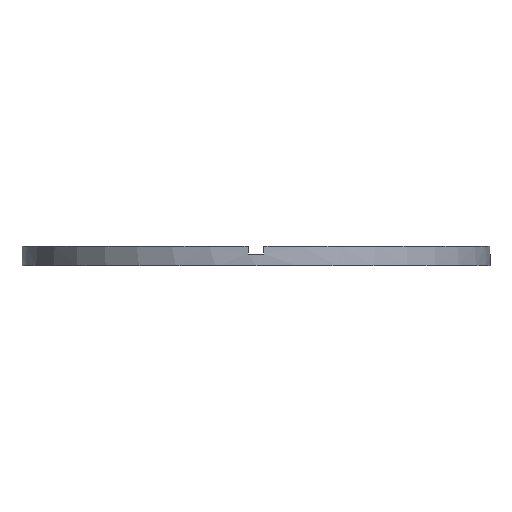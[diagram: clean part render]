
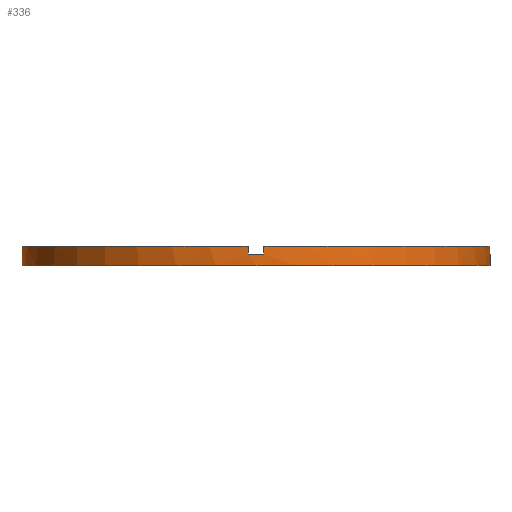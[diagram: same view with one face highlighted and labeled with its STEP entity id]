
A CAD part, front view. The second image highlights one B-rep face of the part: STEP entity #336.
In plain terms, the highlighted cylindrical face has radius 29.5 mm (diameter 59 mm), a partial arc.
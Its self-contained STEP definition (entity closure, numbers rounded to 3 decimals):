
#5 = VECTOR ( 'NONE', #70, 1000. ) ;
#16 = CARTESIAN_POINT ( 'NONE',  ( 29.483, -1., 1.5 ) ) ;
#19 = CIRCLE ( 'NONE', #134, 29.5 ) ;
#23 = AXIS2_PLACEMENT_3D ( 'NONE', #340, #393, #52 ) ;
#30 = DIRECTION ( 'NONE',  ( 0., 0., -1. ) ) ;
#38 = DIRECTION ( 'NONE',  ( 0., 0., 1. ) ) ;
#52 = DIRECTION ( 'NONE',  ( 1., 0., 0. ) ) ;
#54 = EDGE_CURVE ( 'NONE', #674, #241, #19, .T. ) ;
#70 = DIRECTION ( 'NONE',  ( 0., 0., -1. ) ) ;
#74 = AXIS2_PLACEMENT_3D ( 'NONE', #267, #342, #323 ) ;
#84 = CIRCLE ( 'NONE', #298, 29.5 ) ;
#130 = VERTEX_POINT ( 'NONE', #461 ) ;
#132 = ORIENTED_EDGE ( 'NONE', *, *, #533, .F. ) ;
#134 = AXIS2_PLACEMENT_3D ( 'NONE', #471, #38, #595 ) ;
#137 = ORIENTED_EDGE ( 'NONE', *, *, #766, .F. ) ;
#142 = EDGE_CURVE ( 'NONE', #162, #130, #295, .T. ) ;
#162 = VERTEX_POINT ( 'NONE', #195 ) ;
#181 = DIRECTION ( 'NONE',  ( 0., 0., 1. ) ) ;
#193 = VERTEX_POINT ( 'NONE', #16 ) ;
#195 = CARTESIAN_POINT ( 'NONE',  ( -29.5, 0., 0. ) ) ;
#212 = EDGE_LOOP ( 'NONE', ( #220, #213, #261, #235, #466, #732, #258, #137, #778, #132, #426, #221 ) ) ;
#213 = ORIENTED_EDGE ( 'NONE', *, *, #733, .F. ) ;
#220 = ORIENTED_EDGE ( 'NONE', *, *, #611, .F. ) ;
#221 = ORIENTED_EDGE ( 'NONE', *, *, #142, .T. ) ;
#224 = CARTESIAN_POINT ( 'NONE',  ( -29.483, -1., 1.5 ) ) ;
#227 = DIRECTION ( 'NONE',  ( 1., 0., 0. ) ) ;
#231 = CARTESIAN_POINT ( 'NONE',  ( 29.5, 0., 1.5 ) ) ;
#233 = VERTEX_POINT ( 'NONE', #654 ) ;
#235 = ORIENTED_EDGE ( 'NONE', *, *, #54, .F. ) ;
#241 = VERTEX_POINT ( 'NONE', #730 ) ;
#252 = LINE ( 'NONE', #688, #772 ) ;
#256 = CARTESIAN_POINT ( 'NONE',  ( -1., -29.483, 2.5 ) ) ;
#258 = ORIENTED_EDGE ( 'NONE', *, *, #489, .T. ) ;
#261 = ORIENTED_EDGE ( 'NONE', *, *, #484, .T. ) ;
#262 = CARTESIAN_POINT ( 'NONE',  ( 1., -29.483, 2.5 ) ) ;
#267 = CARTESIAN_POINT ( 'NONE',  ( 0., 0., 1.5 ) ) ;
#270 = CARTESIAN_POINT ( 'NONE',  ( 29.5, 0., 2.5 ) ) ;
#273 = CARTESIAN_POINT ( 'NONE',  ( 0., 0., 1.5 ) ) ;
#283 = VECTOR ( 'NONE', #181, 1000. ) ;
#284 = DIRECTION ( 'NONE',  ( -1., 0., 0. ) ) ;
#295 = CIRCLE ( 'NONE', #584, 29.5 ) ;
#298 = AXIS2_PLACEMENT_3D ( 'NONE', #273, #563, #496 ) ;
#299 = LINE ( 'NONE', #319, #283 ) ;
#307 = VECTOR ( 'NONE', #748, 1000. ) ;
#319 = CARTESIAN_POINT ( 'NONE',  ( -1., -29.483, 2.5 ) ) ;
#322 = EDGE_CURVE ( 'NONE', #460, #716, #539, .T. ) ;
#323 = DIRECTION ( 'NONE',  ( 1., 0., 0. ) ) ;
#336 = ADVANCED_FACE ( 'NONE', ( #542 ), #513, .T. ) ;
#340 = CARTESIAN_POINT ( 'NONE',  ( 0., 0., 1.5 ) ) ;
#342 = DIRECTION ( 'NONE',  ( 0., 0., 1. ) ) ;
#343 = CARTESIAN_POINT ( 'NONE',  ( 0., 0., 2.5 ) ) ;
#354 = EDGE_CURVE ( 'NONE', #233, #679, #84, .T. ) ;
#358 = DIRECTION ( 'NONE',  ( 0., 0., -1. ) ) ;
#369 = VECTOR ( 'NONE', #358, 1000. ) ;
#370 = DIRECTION ( 'NONE',  ( 0., 0., 1. ) ) ;
#374 = VECTOR ( 'NONE', #425, 1000. ) ;
#376 = CIRCLE ( 'NONE', #23, 29.5 ) ;
#387 = CIRCLE ( 'NONE', #612, 29.5 ) ;
#393 = DIRECTION ( 'NONE',  ( 0., 0., 1. ) ) ;
#407 = DIRECTION ( 'NONE',  ( 0., 0., 1. ) ) ;
#425 = DIRECTION ( 'NONE',  ( 0., 0., -1. ) ) ;
#426 = ORIENTED_EDGE ( 'NONE', *, *, #441, .T. ) ;
#441 = EDGE_CURVE ( 'NONE', #490, #162, #492, .T. ) ;
#460 = VERTEX_POINT ( 'NONE', #500 ) ;
#461 = CARTESIAN_POINT ( 'NONE',  ( 29.5, 0., 0. ) ) ;
#464 = CARTESIAN_POINT ( 'NONE',  ( 1., -29.483, 2.5 ) ) ;
#466 = ORIENTED_EDGE ( 'NONE', *, *, #592, .T. ) ;
#471 = CARTESIAN_POINT ( 'NONE',  ( 0., 0., 2.5 ) ) ;
#484 = EDGE_CURVE ( 'NONE', #193, #241, #252, .T. ) ;
#487 = DIRECTION ( 'NONE',  ( 1., 0., 0. ) ) ;
#489 = EDGE_CURVE ( 'NONE', #233, #532, #299, .T. ) ;
#490 = VERTEX_POINT ( 'NONE', #544 ) ;
#492 = LINE ( 'NONE', #675, #307 ) ;
#496 = DIRECTION ( 'NONE',  ( 1., 0., 0. ) ) ;
#500 = CARTESIAN_POINT ( 'NONE',  ( -29.483, -1., 2.5 ) ) ;
#513 = CYLINDRICAL_SURFACE ( 'NONE', #522, 29.5 ) ;
#514 = CIRCLE ( 'NONE', #74, 29.5 ) ;
#522 = AXIS2_PLACEMENT_3D ( 'NONE', #753, #30, #284 ) ;
#532 = VERTEX_POINT ( 'NONE', #256 ) ;
#533 = EDGE_CURVE ( 'NONE', #490, #716, #514, .T. ) ;
#539 = LINE ( 'NONE', #745, #5 ) ;
#542 = FACE_OUTER_BOUND ( 'NONE', #212, .T. ) ;
#544 = CARTESIAN_POINT ( 'NONE',  ( -29.5, 0., 1.5 ) ) ;
#563 = DIRECTION ( 'NONE',  ( 0., 0., 1. ) ) ;
#584 = AXIS2_PLACEMENT_3D ( 'NONE', #586, #619, #227 ) ;
#586 = CARTESIAN_POINT ( 'NONE',  ( 0., 0., 0. ) ) ;
#592 = EDGE_CURVE ( 'NONE', #674, #679, #628, .T. ) ;
#595 = DIRECTION ( 'NONE',  ( 1., 0., 0. ) ) ;
#611 = EDGE_CURVE ( 'NONE', #673, #130, #647, .T. ) ;
#612 = AXIS2_PLACEMENT_3D ( 'NONE', #343, #407, #487 ) ;
#619 = DIRECTION ( 'NONE',  ( 0., 0., 1. ) ) ;
#624 = CARTESIAN_POINT ( 'NONE',  ( 1., -29.483, 1.5 ) ) ;
#628 = LINE ( 'NONE', #262, #374 ) ;
#647 = LINE ( 'NONE', #270, #369 ) ;
#654 = CARTESIAN_POINT ( 'NONE',  ( -1., -29.483, 1.5 ) ) ;
#673 = VERTEX_POINT ( 'NONE', #231 ) ;
#674 = VERTEX_POINT ( 'NONE', #464 ) ;
#675 = CARTESIAN_POINT ( 'NONE',  ( -29.5, 0., 2.5 ) ) ;
#679 = VERTEX_POINT ( 'NONE', #624 ) ;
#688 = CARTESIAN_POINT ( 'NONE',  ( 29.483, -1., 2.5 ) ) ;
#716 = VERTEX_POINT ( 'NONE', #224 ) ;
#730 = CARTESIAN_POINT ( 'NONE',  ( 29.483, -1., 2.5 ) ) ;
#732 = ORIENTED_EDGE ( 'NONE', *, *, #354, .F. ) ;
#733 = EDGE_CURVE ( 'NONE', #193, #673, #376, .T. ) ;
#745 = CARTESIAN_POINT ( 'NONE',  ( -29.483, -1., 2.5 ) ) ;
#748 = DIRECTION ( 'NONE',  ( 0., 0., -1. ) ) ;
#753 = CARTESIAN_POINT ( 'NONE',  ( 0., 0., 2.5 ) ) ;
#766 = EDGE_CURVE ( 'NONE', #460, #532, #387, .T. ) ;
#772 = VECTOR ( 'NONE', #370, 1000. ) ;
#778 = ORIENTED_EDGE ( 'NONE', *, *, #322, .T. ) ;
